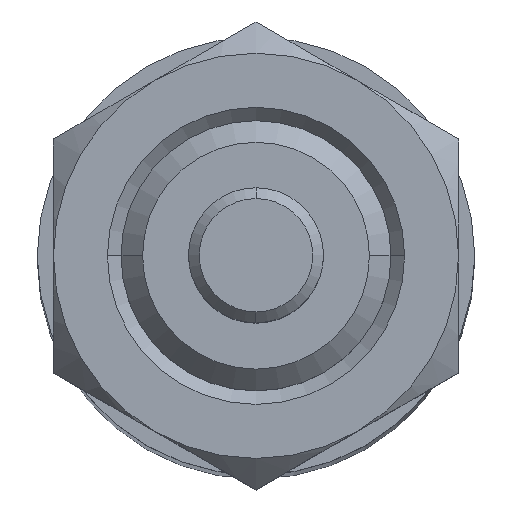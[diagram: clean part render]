
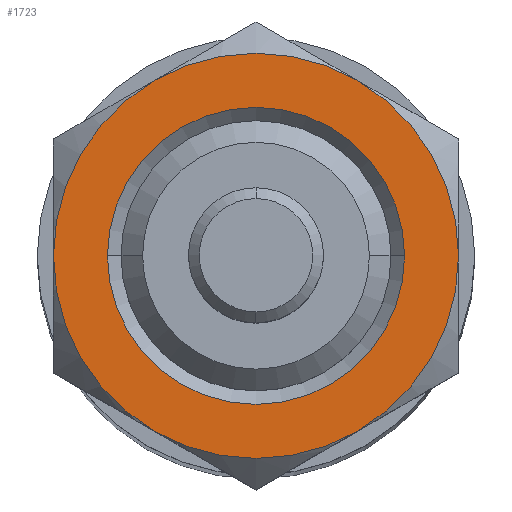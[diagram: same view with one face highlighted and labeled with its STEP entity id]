
A CAD part, top view. The second image highlights one B-rep face of the part: STEP entity #1723.
In plain terms, the highlighted planar face has unit normal (0, 0, 1).
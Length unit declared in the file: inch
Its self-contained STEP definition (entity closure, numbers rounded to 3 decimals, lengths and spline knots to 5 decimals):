
#9 = DIRECTION ( 'NONE',  ( 0., 0., 1. ) ) ;
#19 = CARTESIAN_POINT ( 'NONE',  ( -0.275, 0., 0.155 ) ) ;
#62 = CARTESIAN_POINT ( 'NONE',  ( 0., 0., 0.155 ) ) ;
#73 = FACE_OUTER_BOUND ( 'NONE', #491, .T. ) ;
#78 = DIRECTION ( 'NONE',  ( 1., 0., 0. ) ) ;
#118 = ORIENTED_EDGE ( 'NONE', *, *, #1041, .T. ) ;
#133 = CARTESIAN_POINT ( 'NONE',  ( 0.1875, -0.32476, 0.155 ) ) ;
#235 = CARTESIAN_POINT ( 'NONE',  ( 0.375, 0., 0.155 ) ) ;
#239 = ORIENTED_EDGE ( 'NONE', *, *, #991, .T. ) ;
#256 = DIRECTION ( 'NONE',  ( 1., 0., 0. ) ) ;
#263 = CIRCLE ( 'NONE', #2310, 0.375 ) ;
#277 = ORIENTED_EDGE ( 'NONE', *, *, #756, .T. ) ;
#282 = VERTEX_POINT ( 'NONE', #19 ) ;
#332 = AXIS2_PLACEMENT_3D ( 'NONE', #1957, #769, #2157 ) ;
#399 = AXIS2_PLACEMENT_3D ( 'NONE', #1912, #720, #2109 ) ;
#413 = ORIENTED_EDGE ( 'NONE', *, *, #1955, .T. ) ;
#491 = EDGE_LOOP ( 'NONE', ( #1204, #239, #2101, #118, #413, #277 ) ) ;
#536 = VERTEX_POINT ( 'NONE', #235 ) ;
#561 = CIRCLE ( 'NONE', #332, 0.275 ) ;
#596 = DIRECTION ( 'NONE',  ( 0., 0., -1. ) ) ;
#661 = VERTEX_POINT ( 'NONE', #2439 ) ;
#718 = AXIS2_PLACEMENT_3D ( 'NONE', #1189, #9, #1389 ) ;
#720 = DIRECTION ( 'NONE',  ( 0., 0., 1. ) ) ;
#756 = EDGE_CURVE ( 'NONE', #1936, #1080, #1958, .T. ) ;
#769 = DIRECTION ( 'NONE',  ( 0., 0., -1. ) ) ;
#770 = AXIS2_PLACEMENT_3D ( 'NONE', #2243, #1253, #78 ) ;
#821 = EDGE_LOOP ( 'NONE', ( #1993, #1622 ) ) ;
#838 = FACE_BOUND ( 'NONE', #821, .T. ) ;
#897 = DIRECTION ( 'NONE',  ( 0., 0., 1. ) ) ;
#905 = CARTESIAN_POINT ( 'NONE',  ( 0., 0., 0.155 ) ) ;
#937 = AXIS2_PLACEMENT_3D ( 'NONE', #62, #1450, #256 ) ;
#991 = EDGE_CURVE ( 'NONE', #536, #2060, #2061, .T. ) ;
#1014 = DIRECTION ( 'NONE',  ( 0., 0., 1. ) ) ;
#1034 = CIRCLE ( 'NONE', #718, 0.375 ) ;
#1041 = EDGE_CURVE ( 'NONE', #1674, #2201, #1074, .T. ) ;
#1074 = CIRCLE ( 'NONE', #399, 0.375 ) ;
#1080 = VERTEX_POINT ( 'NONE', #133 ) ;
#1108 = DIRECTION ( 'NONE',  ( 1., 0., 0. ) ) ;
#1189 = CARTESIAN_POINT ( 'NONE',  ( 0., 0., 0.155 ) ) ;
#1204 = ORIENTED_EDGE ( 'NONE', *, *, #2136, .T. ) ;
#1253 = DIRECTION ( 'NONE',  ( 0., 0., 1. ) ) ;
#1367 = CARTESIAN_POINT ( 'NONE',  ( -0.1875, -0.32476, 0.155 ) ) ;
#1371 = CIRCLE ( 'NONE', #1796, 0.275 ) ;
#1389 = DIRECTION ( 'NONE',  ( 1., 0., 0. ) ) ;
#1450 = DIRECTION ( 'NONE',  ( 0., 0., 1. ) ) ;
#1622 = ORIENTED_EDGE ( 'NONE', *, *, #2081, .T. ) ;
#1674 = VERTEX_POINT ( 'NONE', #2238 ) ;
#1707 = CIRCLE ( 'NONE', #937, 0.375 ) ;
#1723 = ADVANCED_FACE ( 'NONE', ( #838, #73 ), #2034, .T. ) ;
#1781 = CARTESIAN_POINT ( 'NONE',  ( 0., 0., 0.155 ) ) ;
#1796 = AXIS2_PLACEMENT_3D ( 'NONE', #1781, #596, #1980 ) ;
#1912 = CARTESIAN_POINT ( 'NONE',  ( 0., 0., 0.155 ) ) ;
#1936 = VERTEX_POINT ( 'NONE', #1367 ) ;
#1937 = EDGE_CURVE ( 'NONE', #661, #282, #561, .T. ) ;
#1955 = EDGE_CURVE ( 'NONE', #2201, #1936, #1034, .T. ) ;
#1957 = CARTESIAN_POINT ( 'NONE',  ( 0., 0., 0.155 ) ) ;
#1958 = CIRCLE ( 'NONE', #2070, 0.375 ) ;
#1980 = DIRECTION ( 'NONE',  ( 1., 0., 0. ) ) ;
#1993 = ORIENTED_EDGE ( 'NONE', *, *, #1937, .T. ) ;
#2034 = PLANE ( 'NONE',  #770 ) ;
#2060 = VERTEX_POINT ( 'NONE', #2434 ) ;
#2061 = CIRCLE ( 'NONE', #2425, 0.375 ) ;
#2070 = AXIS2_PLACEMENT_3D ( 'NONE', #2083, #897, #2280 ) ;
#2081 = EDGE_CURVE ( 'NONE', #282, #661, #1371, .T. ) ;
#2083 = CARTESIAN_POINT ( 'NONE',  ( 0., 0., 0.155 ) ) ;
#2101 = ORIENTED_EDGE ( 'NONE', *, *, #2236, .T. ) ;
#2109 = DIRECTION ( 'NONE',  ( 1., 0., 0. ) ) ;
#2136 = EDGE_CURVE ( 'NONE', #1080, #536, #263, .T. ) ;
#2157 = DIRECTION ( 'NONE',  ( 1., 0., 0. ) ) ;
#2201 = VERTEX_POINT ( 'NONE', #2413 ) ;
#2203 = CARTESIAN_POINT ( 'NONE',  ( 0., 0., 0.155 ) ) ;
#2236 = EDGE_CURVE ( 'NONE', #2060, #1674, #1707, .T. ) ;
#2238 = CARTESIAN_POINT ( 'NONE',  ( -0.1875, 0.32476, 0.155 ) ) ;
#2243 = CARTESIAN_POINT ( 'NONE',  ( -0.375, 0.21651, 0.155 ) ) ;
#2280 = DIRECTION ( 'NONE',  ( 1., 0., 0. ) ) ;
#2286 = DIRECTION ( 'NONE',  ( 0., 0., 1. ) ) ;
#2310 = AXIS2_PLACEMENT_3D ( 'NONE', #2203, #1014, #2403 ) ;
#2403 = DIRECTION ( 'NONE',  ( 1., 0., 0. ) ) ;
#2413 = CARTESIAN_POINT ( 'NONE',  ( -0.375, 0., 0.155 ) ) ;
#2425 = AXIS2_PLACEMENT_3D ( 'NONE', #905, #2286, #1108 ) ;
#2434 = CARTESIAN_POINT ( 'NONE',  ( 0.1875, 0.32476, 0.155 ) ) ;
#2439 = CARTESIAN_POINT ( 'NONE',  ( 0.275, 0., 0.155 ) ) ;
